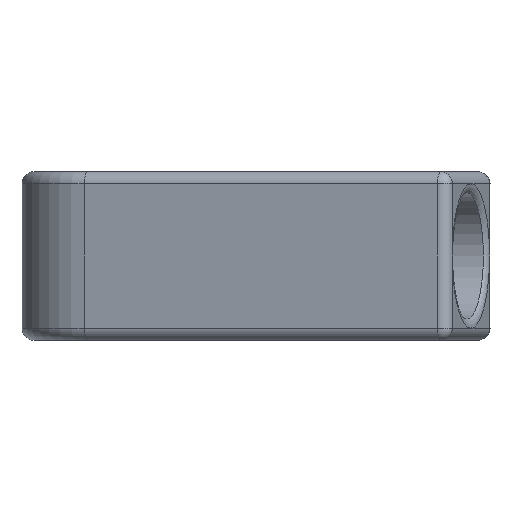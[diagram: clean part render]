
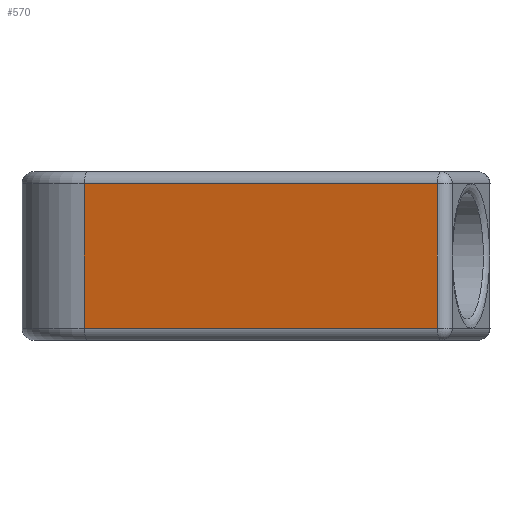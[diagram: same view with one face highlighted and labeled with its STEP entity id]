
A CAD part, front view. The second image highlights one B-rep face of the part: STEP entity #570.
In plain terms, the highlighted planar face has unit normal (-0.259, -0.966, 0).
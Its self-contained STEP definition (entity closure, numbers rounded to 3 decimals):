
#570=ADVANCED_FACE('',(#1132),#1134,.T.);
#1132=FACE_BOUND('',#1133,.T.);
#1133=EDGE_LOOP('',(#1442,#1443,#1444,#1445));
#1134=PLANE('',#1135);
#1135=AXIS2_PLACEMENT_3D('',#1136,#1137,#1138);
#1136=CARTESIAN_POINT('',(-8.812,-12.133,0.));
#1137=DIRECTION('',(-0.259,-0.966,0.));
#1138=DIRECTION('',(0.966,-0.259,0.));
#1442=ORIENTED_EDGE('',*,*,#1576,.F.);
#1443=ORIENTED_EDGE('',*,*,#1573,.F.);
#1444=ORIENTED_EDGE('',*,*,#1599,.T.);
#1445=ORIENTED_EDGE('',*,*,#1608,.F.);
#1573=EDGE_CURVE('',#1767,#1765,#1769,.T.);
#1576=EDGE_CURVE('',#1765,#1772,#1773,.T.);
#1599=EDGE_CURVE('',#1767,#1808,#1809,.T.);
#1608=EDGE_CURVE('',#1772,#1808,#1822,.T.);
#1765=VERTEX_POINT('',#2589);
#1767=VERTEX_POINT('',#2594);
#1769=LINE('',#2599,#2600);
#1772=VERTEX_POINT('',#2610);
#1773=LINE('',#2611,#2612);
#1808=VERTEX_POINT('',#2707);
#1809=LINE('',#2708,#2709);
#1822=LINE('',#2747,#2748);
#2589=CARTESIAN_POINT('',(-8.812,-12.133,13.));
#2594=CARTESIAN_POINT('',(-8.812,-12.133,1.));
#2599=CARTESIAN_POINT('',(-8.812,-12.133,1.));
#2600=VECTOR('',#2601,1.);
#2601=DIRECTION('',(0.,0.,1.));
#2610=CARTESIAN_POINT('',(20.525,-19.993,13.));
#2611=CARTESIAN_POINT('',(-8.812,-12.133,13.));
#2612=VECTOR('',#2613,1.);
#2613=DIRECTION('',(0.966,-0.259,0.));
#2707=CARTESIAN_POINT('',(20.525,-19.993,1.));
#2708=CARTESIAN_POINT('',(-8.812,-12.133,1.));
#2709=VECTOR('',#2710,1.);
#2710=DIRECTION('',(0.966,-0.259,0.));
#2747=CARTESIAN_POINT('',(20.525,-19.993,13.));
#2748=VECTOR('',#2749,1.);
#2749=DIRECTION('',(0.,0.,-1.));
